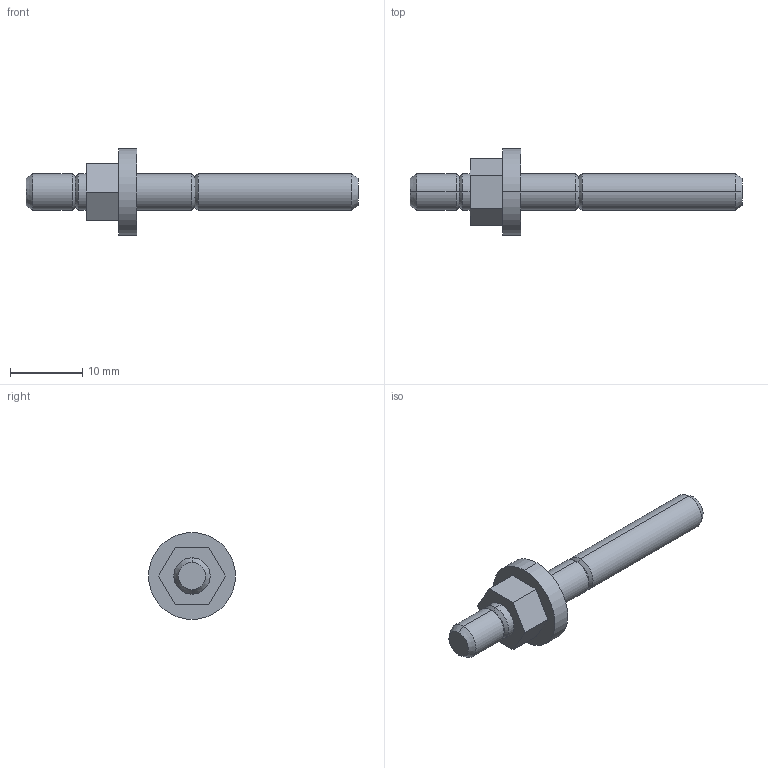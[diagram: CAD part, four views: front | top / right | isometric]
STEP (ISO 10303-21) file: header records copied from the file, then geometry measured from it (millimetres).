
FILE_DESCRIPTION (( 'STEP AP214' ), '1' );
FILE_NAME ('GPF-VJ03.STEP', '2017-11-17T11:45:45', ( '' ), ( '' ), 'SwSTEP 2.0', 'SolidWorks 2018', '' );
FILE_SCHEMA (( 'AUTOMOTIVE_DESIGN' ));
Length unit declared in the file: millimetre
Products named in the file (1): GPF-VJ03
Bounding box: 45.8 x 12 x 12 mm (x, y, z)
Volume: 1209.1 mm3; surface area: 1102.6 mm2
Topology: 1 solids, 1 shells, 42 faces, 88 edges, 51 vertices
Faces by surface type: cylinder 14, cone 12, plane 12, bspline 2, torus 2
Entity records: 1176 total; most frequent: CARTESIAN_POINT 216, DIRECTION 206, ORIENTED_EDGE 172, EDGE_CURVE 86, AXIS2_PLACEMENT_3D 81, VERTEX_POINT 51, EDGE_LOOP 47, LINE 44
